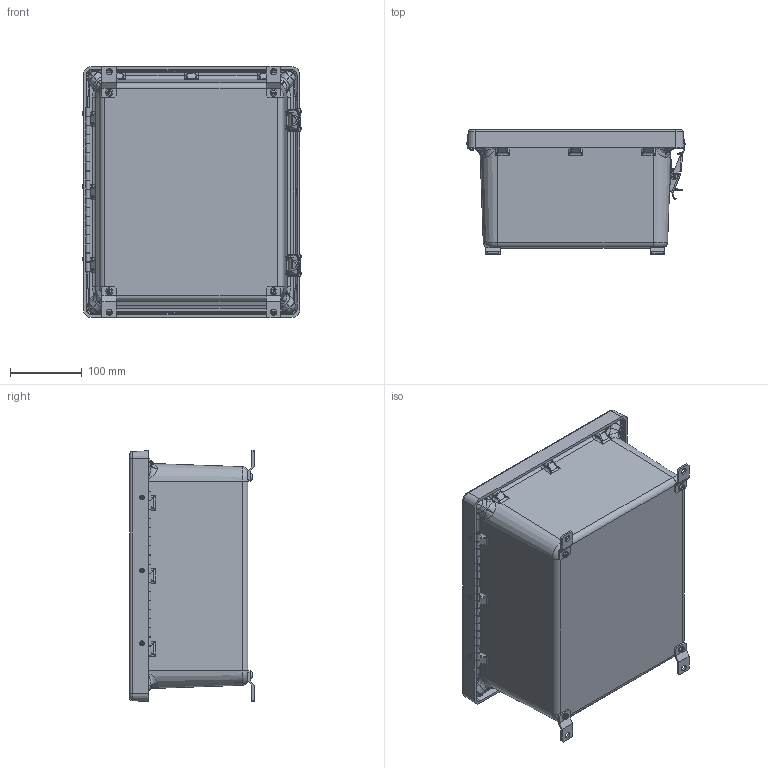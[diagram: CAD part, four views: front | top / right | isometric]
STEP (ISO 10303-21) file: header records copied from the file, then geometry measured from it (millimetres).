
FILE_DESCRIPTION (( 'STEP AP203' ), '1' );
FILE_NAME ('AM1206L.step', '2014-03-27T12:46:33', ( '' ), ( '' ), 'SwSTEP 2.0', 'SolidWorks 2014', '' );
FILE_SCHEMA (( 'CONFIG_CONTROL_DESIGN' ));
Length unit declared in the file: inch
Products named in the file (20): 621-06 hook; 70-60801; 2028001_SMC PART; 621-05 Rivet (f)300; 55-61812_92525A317; 1975001; 70-60864; WLGKEEPER316; 55-1032716_SL-PHMS 0.19-32x0.3125x0.3125-N; 70-60823-1; 621-02  BASE; WFOOT; 55-1032516_PreviewCfg; 621-01 Lever; 70-60512; AM1206L; 9in pin; 60801 bottom leaf; 621-04 Rivet (f)300; 60801 top leaf
Assembly tree (42 placements, depth 3):
  AM1206L
    2028001_SMC PART
    1975001
    55-1032716_SL-PHMS 0.19-32x0.3125x0.3125-N  x4
    WFOOT  x4
    70-60512  x11
    70-60801
      9in pin
      60801 bottom leaf
      60801 top leaf
    55-61812_92525A317  x3
    WLGKEEPER316  x2
    70-60864  x2
      621-02  BASE
      621-01 Lever
      621-04 Rivet (f)300
      621-06 hook
      621-05 Rivet (f)300
    70-60823-1
    55-1032516_PreviewCfg  x4
Bounding box: 304.2 x 173.4 x 351.52 mm (x, y, z)
Volume: 1626576.9 mm3; surface area: 982007.4 mm2
Topology: 44 solids, 44 shells, 2551 faces, 6417 edges, 4029 vertices
Faces by surface type: cylinder 915, plane 804, cone 333, bspline 261, torus 216, sphere 22
Entity records: 53421 total; most frequent: CARTESIAN_POINT 17887, ORIENTED_EDGE 7086, DIRECTION 6702, EDGE_CURVE 3543, AXIS2_PLACEMENT_3D 2548, VERTEX_POINT 2213, VECTOR 1606, LINE 1606
